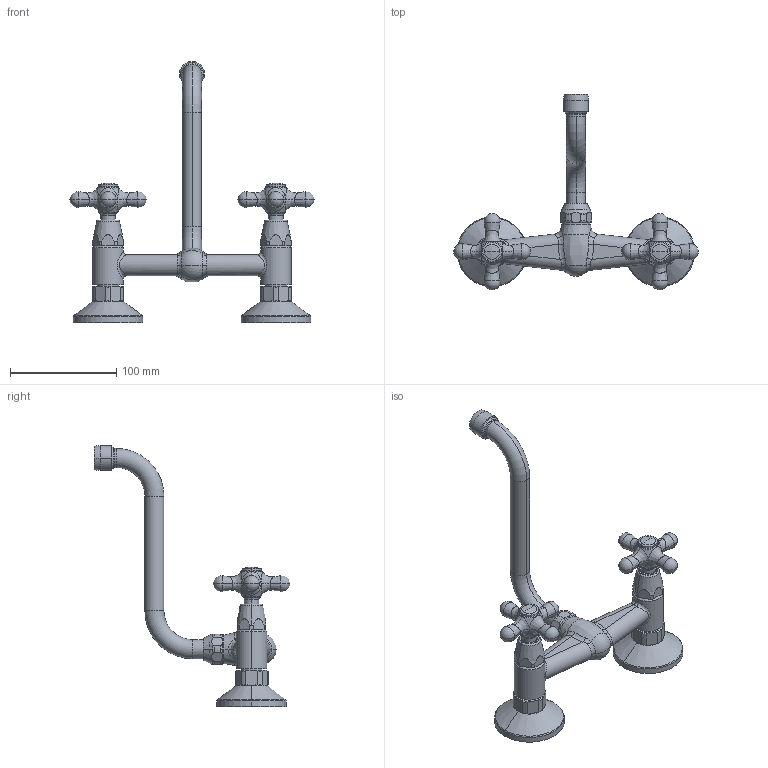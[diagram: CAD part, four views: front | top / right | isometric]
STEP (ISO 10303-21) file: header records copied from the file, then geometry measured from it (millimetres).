
FILE_DESCRIPTION((''),'2;1');
FILE_NAME('IRV161CR','2021-11-10T17:16:17',('ut3'),('PAFFONI SpA'),'CREO PARAMETRIC BY PTC INC, 2020044','CREO PARAMETRIC BY PTC INC, 2020044','');
FILE_SCHEMA(('CONFIG_CONTROL_DESIGN','SHAPE_APPEARANCE_LAYERS_GROUPS'));
Length unit declared in the file: millimetre
Products named in the file (1): IRV161CR
Bounding box: 230 x 184.2 x 245.8 mm (x, y, z)
Volume: 310338.7 mm3; surface area: 98244 mm2
Topology: 3 solids, 3 shells, 725 faces, 1686 edges, 984 vertices
Faces by surface type: plane 217, cylinder 156, cone 130, torus 112, bspline 90, sphere 20
Entity records: 33804 total; most frequent: CARTESIAN_POINT 12703, DIRECTION 3356, ORIENTED_EDGE 3324, EDGE_CURVE 1662, AXIS2_PLACEMENT_3D 1411, VERTEX_POINT 984, CIRCLE 776, EDGE_LOOP 768
